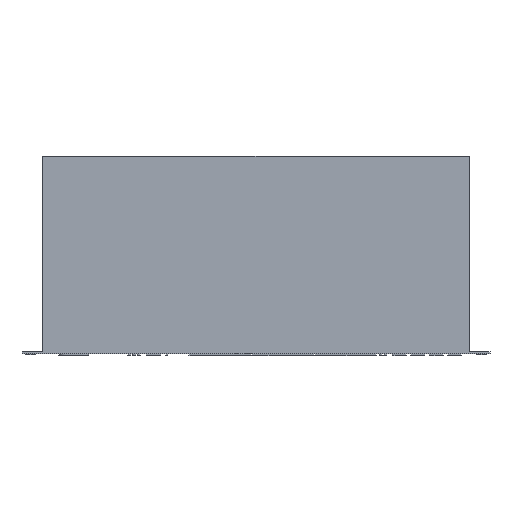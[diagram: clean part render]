
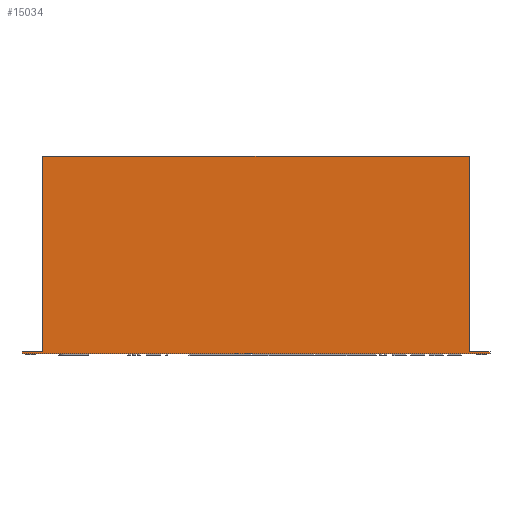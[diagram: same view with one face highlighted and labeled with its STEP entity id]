
A CAD part, front view. The second image highlights one B-rep face of the part: STEP entity #15034.
In plain terms, the highlighted planar face has unit normal (0, -1, 0).
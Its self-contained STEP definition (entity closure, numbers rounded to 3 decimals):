
#737 = ORIENTED_EDGE ( 'NONE', *, *, #1277, .F. ) ;
#1168 = PLANE ( 'NONE',  #12991 ) ;
#1277 = EDGE_CURVE ( 'NONE', #7918, #6797, #14110, .T. ) ;
#1472 = DIRECTION ( 'NONE',  ( 0., 0., -1. ) ) ;
#1655 = VECTOR ( 'NONE', #8669, 1000. ) ;
#1675 = DIRECTION ( 'NONE',  ( 0., 0., 1. ) ) ;
#1764 = CARTESIAN_POINT ( 'NONE',  ( -21.3, 0., -0.1 ) ) ;
#2550 = CARTESIAN_POINT ( 'NONE',  ( 440., 0., -0.1 ) ) ;
#2695 = DIRECTION ( 'NONE',  ( -1., 0., 0. ) ) ;
#3024 = CARTESIAN_POINT ( 'NONE',  ( 461.3, 0., -0.1 ) ) ;
#3575 = EDGE_CURVE ( 'NONE', #5413, #15820, #14936, .T. ) ;
#3694 = LINE ( 'NONE', #13172, #14275 ) ;
#4036 = VECTOR ( 'NONE', #9678, 1000. ) ;
#4166 = ORIENTED_EDGE ( 'NONE', *, *, #13303, .T. ) ;
#4288 = VERTEX_POINT ( 'NONE', #9749 ) ;
#4733 = EDGE_CURVE ( 'NONE', #4950, #15820, #16089, .T. ) ;
#4950 = VERTEX_POINT ( 'NONE', #14597 ) ;
#5413 = VERTEX_POINT ( 'NONE', #13121 ) ;
#5565 = EDGE_CURVE ( 'NONE', #5413, #7918, #13435, .T. ) ;
#5782 = VERTEX_POINT ( 'NONE', #11714 ) ;
#6062 = CARTESIAN_POINT ( 'NONE',  ( 0., 0., 203.2 ) ) ;
#6581 = LINE ( 'NONE', #11552, #9841 ) ;
#6600 = ORIENTED_EDGE ( 'NONE', *, *, #12777, .F. ) ;
#6797 = VERTEX_POINT ( 'NONE', #3024 ) ;
#7008 = CARTESIAN_POINT ( 'NONE',  ( -21.3, 0., 1.9 ) ) ;
#7112 = VECTOR ( 'NONE', #8744, 1000. ) ;
#7211 = EDGE_CURVE ( 'NONE', #5782, #9949, #13281, .T. ) ;
#7259 = VECTOR ( 'NONE', #15642, 1000. ) ;
#7668 = CARTESIAN_POINT ( 'NONE',  ( 461.3, 0., 1.9 ) ) ;
#7746 = CARTESIAN_POINT ( 'NONE',  ( 0., 0., 1.9 ) ) ;
#7784 = VECTOR ( 'NONE', #2695, 1000. ) ;
#7918 = VERTEX_POINT ( 'NONE', #13742 ) ;
#8619 = CARTESIAN_POINT ( 'NONE',  ( 440., 0., 203.2 ) ) ;
#8669 = DIRECTION ( 'NONE',  ( 1., 0., 0. ) ) ;
#8671 = DIRECTION ( 'NONE',  ( 0., -1., 0. ) ) ;
#8744 = DIRECTION ( 'NONE',  ( 0., 0., 1. ) ) ;
#9678 = DIRECTION ( 'NONE',  ( 1., 0., 0. ) ) ;
#9749 = CARTESIAN_POINT ( 'NONE',  ( 0., 0., 1.9 ) ) ;
#9841 = VECTOR ( 'NONE', #1675, 1000. ) ;
#9921 = CARTESIAN_POINT ( 'NONE',  ( 440., 0., 1.9 ) ) ;
#9949 = VERTEX_POINT ( 'NONE', #1764 ) ;
#10424 = ORIENTED_EDGE ( 'NONE', *, *, #7211, .T. ) ;
#11423 = ORIENTED_EDGE ( 'NONE', *, *, #3575, .T. ) ;
#11552 = CARTESIAN_POINT ( 'NONE',  ( 0., 0., -0.1 ) ) ;
#11714 = CARTESIAN_POINT ( 'NONE',  ( -21.3, 0., 1.9 ) ) ;
#12009 = DIRECTION ( 'NONE',  ( 0., 0., -1. ) ) ;
#12489 = LINE ( 'NONE', #7746, #7784 ) ;
#12777 = EDGE_CURVE ( 'NONE', #4288, #4950, #6581, .T. ) ;
#12794 = EDGE_CURVE ( 'NONE', #9949, #6797, #3694, .T. ) ;
#12991 = AXIS2_PLACEMENT_3D ( 'NONE', #16093, #8671, #12009 ) ;
#13121 = CARTESIAN_POINT ( 'NONE',  ( 440., 0., 1.9 ) ) ;
#13172 = CARTESIAN_POINT ( 'NONE',  ( 0., 0., -0.1 ) ) ;
#13281 = LINE ( 'NONE', #7008, #7259 ) ;
#13303 = EDGE_CURVE ( 'NONE', #4288, #5782, #12489, .T. ) ;
#13435 = LINE ( 'NONE', #9921, #4036 ) ;
#13742 = CARTESIAN_POINT ( 'NONE',  ( 461.3, 0., 1.9 ) ) ;
#13924 = ORIENTED_EDGE ( 'NONE', *, *, #5565, .F. ) ;
#14040 = ORIENTED_EDGE ( 'NONE', *, *, #4733, .F. ) ;
#14110 = LINE ( 'NONE', #7668, #14927 ) ;
#14275 = VECTOR ( 'NONE', #14775, 1000. ) ;
#14597 = CARTESIAN_POINT ( 'NONE',  ( 0., 0., 203.2 ) ) ;
#14775 = DIRECTION ( 'NONE',  ( 1., 0., 0. ) ) ;
#14927 = VECTOR ( 'NONE', #1472, 1000. ) ;
#14936 = LINE ( 'NONE', #2550, #7112 ) ;
#15034 = ADVANCED_FACE ( 'NONE', ( #16009 ), #1168, .T. ) ;
#15536 = EDGE_LOOP ( 'NONE', ( #15801, #737, #13924, #11423, #14040, #6600, #4166, #10424 ) ) ;
#15642 = DIRECTION ( 'NONE',  ( 0., 0., -1. ) ) ;
#15801 = ORIENTED_EDGE ( 'NONE', *, *, #12794, .T. ) ;
#15820 = VERTEX_POINT ( 'NONE', #8619 ) ;
#16009 = FACE_OUTER_BOUND ( 'NONE', #15536, .T. ) ;
#16089 = LINE ( 'NONE', #6062, #1655 ) ;
#16093 = CARTESIAN_POINT ( 'NONE',  ( 0., 0., -0.1 ) ) ;
